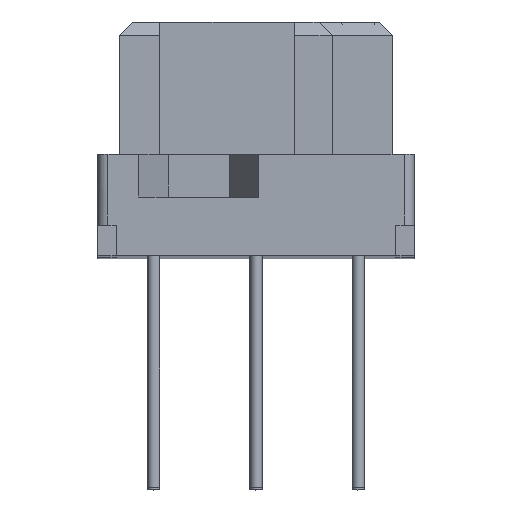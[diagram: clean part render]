
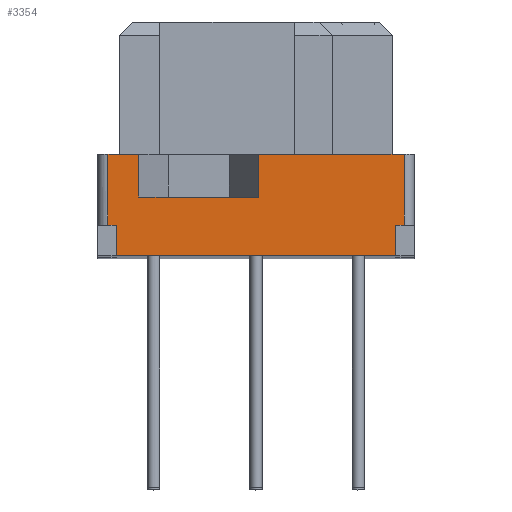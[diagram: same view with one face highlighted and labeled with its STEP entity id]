
A CAD part, top view. The second image highlights one B-rep face of the part: STEP entity #3354.
In plain terms, the highlighted free-form (B-spline) face has degree [1, 1] with [2, 2] control points.
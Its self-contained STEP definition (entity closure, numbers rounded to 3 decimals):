
#2256=CARTESIAN_POINT('V95',(14.8,1.505,
   94.8));
#2257=VERTEX_POINT('V95',#2256);
#2258=CARTESIAN_POINT('V93',(15.2,1.505,
   94.8));
#2259=VERTEX_POINT('V93',#2258);
#2260=CARTESIAN_POINT('E128',(14.8,1.505,
   94.8));
#2261=CARTESIAN_POINT('E128',(15.2,1.505,
   94.8));
#2262=B_SPLINE_CURVE_WITH_KNOTS('E128',1,(#2260,#2261),
   .POLYLINE_FORM.,.F.,.U.,(2,2),(0.556,1.0),
   .UNSPECIFIED.);
#2263=EDGE_CURVE('E128',#2257,#2259,#2262,.T.);
#2324=CARTESIAN_POINT('V100',(15.2,5.02,
   94.8));
#2325=VERTEX_POINT('V100',#2324);
#2339=CARTESIAN_POINT('E140',(15.2,1.505,
   94.8));
#2340=CARTESIAN_POINT('E140',(15.2,5.02,
   94.8));
#2341=B_SPLINE_CURVE_WITH_KNOTS('E140',1,(#2339,#2340),
   .POLYLINE_FORM.,.F.,.U.,(2,2),(3.916,
   8.392),.UNSPECIFIED.);
#2342=EDGE_CURVE('E140',#2259,#2325,#2341,.T.);
#2514=CARTESIAN_POINT('V116',(7.985,2.9,
   94.8));
#2515=VERTEX_POINT('V116',#2514);
#2521=CARTESIAN_POINT('V134',(7.985,5.02,
   94.8));
#2522=VERTEX_POINT('V134',#2521);
#2523=CARTESIAN_POINT('E188',(7.985,5.02,
   94.8));
#2524=CARTESIAN_POINT('E188',(7.985,2.9,
   94.8));
#2525=QUASI_UNIFORM_CURVE('E188',1,(#2523,#2524),.POLYLINE_FORM.,.F.,
   .U.);
#2526=EDGE_CURVE('E188',#2522,#2515,#2525,.T.);
#2545=CARTESIAN_POINT('V117',(2.035,2.9,
   94.8));
#2546=VERTEX_POINT('V117',#2545);
#2552=CARTESIAN_POINT('E162',(7.985,2.9,
   94.8));
#2553=CARTESIAN_POINT('E162',(2.035,2.9,
   94.8));
#2554=B_SPLINE_CURVE_WITH_KNOTS('E162',1,(#2552,#2553),
   .POLYLINE_FORM.,.F.,.U.,(2,2),(0.0,2.807),
   .UNSPECIFIED.);
#2555=EDGE_CURVE('E162',#2515,#2546,#2554,.T.);
#2568=CARTESIAN_POINT('V138',(2.035,5.02,
   94.8));
#2569=VERTEX_POINT('V138',#2568);
#2570=CARTESIAN_POINT('E196',(2.035,2.9,
   94.8));
#2571=CARTESIAN_POINT('E196',(2.035,5.02,
   94.8));
#2572=QUASI_UNIFORM_CURVE('E196',1,(#2570,#2571),.POLYLINE_FORM.,.F.,
   .U.);
#2573=EDGE_CURVE('E196',#2546,#2569,#2572,.T.);
#2606=CARTESIAN_POINT('V177',(0.9,1.505,
   94.8));
#2607=VERTEX_POINT('V177',#2606);
#2613=CARTESIAN_POINT('V164',(0.5,1.505,
   94.8));
#2614=VERTEX_POINT('V164',#2613);
#2615=CARTESIAN_POINT('E283',(0.5,1.505,
   94.8));
#2616=CARTESIAN_POINT('E283',(0.9,1.505,
   94.8));
#2617=B_SPLINE_CURVE_WITH_KNOTS('E283',1,(#2615,#2616),
   .POLYLINE_FORM.,.F.,.U.,(2,2),(0.556,1.0),
   .UNSPECIFIED.);
#2618=EDGE_CURVE('E283',#2614,#2607,#2617,.T.);
#2651=CARTESIAN_POINT('V158',(0.5,5.02,
   94.8));
#2652=VERTEX_POINT('V158',#2651);
#2653=CARTESIAN_POINT('E246',(0.5,5.02,
   94.8));
#2654=CARTESIAN_POINT('E246',(0.5,1.505,
   94.8));
#2655=B_SPLINE_CURVE_WITH_KNOTS('E246',1,(#2653,#2654),
   .POLYLINE_FORM.,.F.,.U.,(2,2),(2.0,6.475),
   .UNSPECIFIED.);
#2656=EDGE_CURVE('E246',#2652,#2614,#2655,.T.);
#2687=CARTESIAN_POINT('E230',(0.5,5.02,
   94.8));
#2688=CARTESIAN_POINT('E230',(2.035,5.02,
   94.8));
#2689=B_SPLINE_CURVE_WITH_KNOTS('E230',1,(#2687,#2688),
   .POLYLINE_FORM.,.F.,.U.,(2,2),(0.032,
   0.13),.UNSPECIFIED.);
#2690=EDGE_CURVE('E230',#2652,#2569,#2689,.T.);
#2697=CARTESIAN_POINT('E232',(7.985,5.02,
   94.8));
#2698=CARTESIAN_POINT('E232',(15.2,5.02,
   94.8));
#2699=B_SPLINE_CURVE_WITH_KNOTS('E232',1,(#2697,#2698),
   .POLYLINE_FORM.,.F.,.U.,(2,2),(0.509,
   0.968),.UNSPECIFIED.);
#2700=EDGE_CURVE('E232',#2522,#2325,#2699,.T.);
#3310=CARTESIAN_POINT('V98',(14.8,0.,
   94.8));
#3311=VERTEX_POINT('V98',#3310);
#3312=CARTESIAN_POINT('E136',(14.8,0.,
   94.8));
#3313=CARTESIAN_POINT('E136',(14.8,1.505,
   94.8));
#3314=B_SPLINE_CURVE_WITH_KNOTS('E136',1,(#3312,#3313),
   .POLYLINE_FORM.,.F.,.U.,(2,2),(0.0,1.672),
   .UNSPECIFIED.);
#3315=EDGE_CURVE('E136',#3311,#2257,#3314,.T.);
#3325=CARTESIAN_POINT('F107',(-0.785,-0.58,
   94.8));
#3326=CARTESIAN_POINT('F107',(16.485,-0.58,
   94.8));
#3327=CARTESIAN_POINT('F107',(-0.785,12.18,
   94.8));
#3328=CARTESIAN_POINT('F107',(16.485,12.18,
   94.8));
#3329=QUASI_UNIFORM_SURFACE('F107',1,1,((#3325,#3327),(#3326,
   #3328)),.PLANE_SURF.,.F.,.F.,.U.);
#3330=CARTESIAN_POINT('V178',(0.9,0.,
   94.8));
#3331=VERTEX_POINT('V178',#3330);
#3332=CARTESIAN_POINT('E260',(0.9,1.505,
   94.8));
#3333=CARTESIAN_POINT('E260',(0.9,0.,
   94.8));
#3334=B_SPLINE_CURVE_WITH_KNOTS('E260',1,(#3332,#3333),
   .POLYLINE_FORM.,.F.,.U.,(2,2),(0.0,1.672),
   .UNSPECIFIED.);
#3335=EDGE_CURVE('E260',#2607,#3331,#3334,.T.);
#3336=ORIENTED_EDGE('E260',*,*,#3335,.T.);
#3337=CARTESIAN_POINT('E291',(14.8,0.,
   94.8));
#3338=CARTESIAN_POINT('E291',(0.9,0.,
   94.8));
#3339=B_SPLINE_CURVE_WITH_KNOTS('E291',1,(#3337,#3338),
   .POLYLINE_FORM.,.F.,.U.,(2,2),(0.057,
   0.943),.UNSPECIFIED.);
#3340=EDGE_CURVE('E291',#3311,#3331,#3339,.T.);
#3341=ORIENTED_EDGE('E291',*,*,#3340,.F.);
#3342=ORIENTED_EDGE('E136',*,*,#3315,.T.);
#3343=ORIENTED_EDGE('E128',*,*,#2263,.T.);
#3344=ORIENTED_EDGE('F48',*,*,#2342,.T.);
#3345=ORIENTED_EDGE('E232',*,*,#2700,.F.);
#3346=ORIENTED_EDGE('E188',*,*,#2526,.T.);
#3347=ORIENTED_EDGE('F56',*,*,#2555,.T.);
#3348=ORIENTED_EDGE('E196',*,*,#2573,.T.);
#3349=ORIENTED_EDGE('E230',*,*,#2690,.F.);
#3350=ORIENTED_EDGE('E246',*,*,#2656,.T.);
#3351=ORIENTED_EDGE('E283',*,*,#2618,.T.);
#3352=EDGE_LOOP('F107',(#3336,#3341,#3342,#3343,#3344,#3345,#3346,
   #3347,#3348,#3349,#3350,#3351));
#3353=FACE_OUTER_BOUND('F107',#3352,.T.);
#3354=ADVANCED_FACE('F107',(#3353),#3329,.T.);
